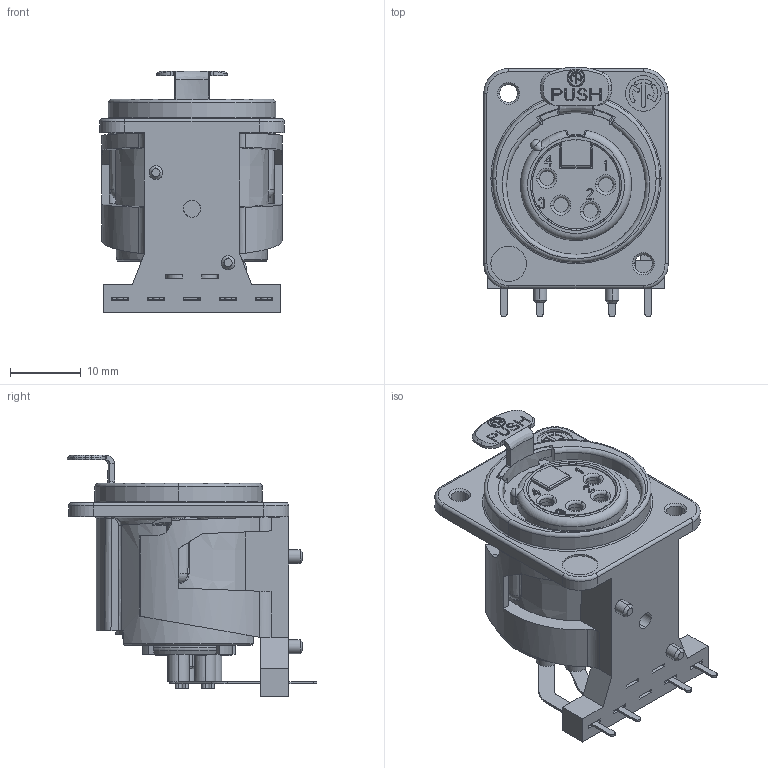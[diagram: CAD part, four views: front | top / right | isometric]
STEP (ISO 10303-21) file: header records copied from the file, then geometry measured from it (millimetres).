
FILE_DESCRIPTION((''),'2;1');
FILE_NAME('NC4FDM3-H-1','2021-02-23T13:26:13',('phk'),(''),'CREO PARAMETRIC BY PTC INC, 2019080','CREO PARAMETRIC BY PTC INC, 2019080','');
FILE_SCHEMA(('CONFIG_CONTROL_DESIGN'));
Length unit declared in the file: millimetre
Products named in the file (1): NC4FDM3-H-1
Bounding box: 26 x 35.16 x 34.1 mm (x, y, z)
Volume: 11598.3 mm3; surface area: 6884.9 mm2
Topology: 7 solids, 10 shells, 1354 faces, 3613 edges, 2303 vertices
Faces by surface type: plane 903, cylinder 207, bspline 116, cone 63, torus 50, sphere 15
Entity records: 47939 total; most frequent: CARTESIAN_POINT 15061, ORIENTED_EDGE 7208, DIRECTION 6225, EDGE_CURVE 3606, VECTOR 2517, LINE 2517, VERTEX_POINT 2303, AXIS2_PLACEMENT_3D 1854
